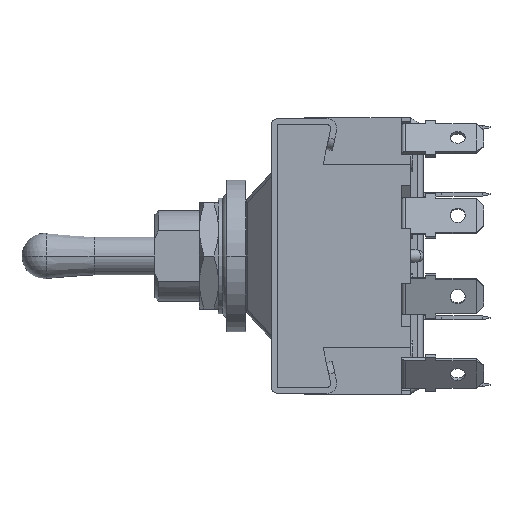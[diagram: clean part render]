
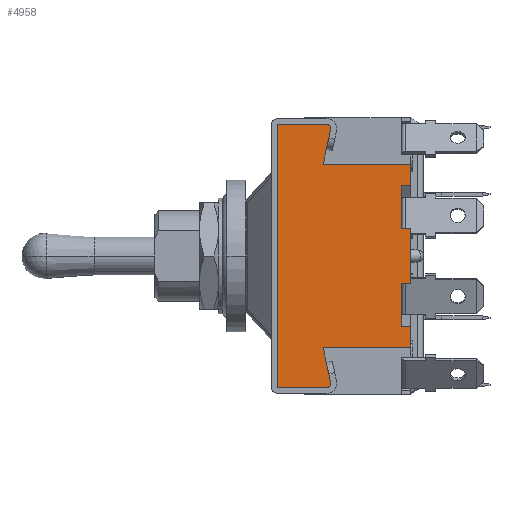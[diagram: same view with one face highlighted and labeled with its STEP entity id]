
A CAD part, left-side view. The second image highlights one B-rep face of the part: STEP entity #4958.
In plain terms, the highlighted planar face has unit normal (-1, 0, 0).
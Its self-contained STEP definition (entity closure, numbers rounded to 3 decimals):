
#92 = VECTOR ( 'NONE', #1122, 1000. ) ;
#96 = LINE ( 'NONE', #9935, #10204 ) ;
#103 = DIRECTION ( 'NONE',  ( 1., 0., 0. ) ) ;
#137 = VECTOR ( 'NONE', #12164, 1000. ) ;
#138 = PLANE ( 'NONE',  #7946 ) ;
#253 = VECTOR ( 'NONE', #10387, 1000. ) ;
#533 = EDGE_CURVE ( 'NONE', #4775, #6102, #96, .T. ) ;
#541 = EDGE_CURVE ( 'NONE', #6606, #5052, #9752, .T. ) ;
#708 = ORIENTED_EDGE ( 'NONE', *, *, #7259, .F. ) ;
#744 = VERTEX_POINT ( 'NONE', #1633 ) ;
#756 = FACE_OUTER_BOUND ( 'NONE', #11469, .T. ) ;
#812 = ORIENTED_EDGE ( 'NONE', *, *, #2505, .T. ) ;
#1086 = CARTESIAN_POINT ( 'NONE',  ( -16.5, -17.5, 0. ) ) ;
#1110 = LINE ( 'NONE', #3917, #3371 ) ;
#1122 = DIRECTION ( 'NONE',  ( 0., -1., 0. ) ) ;
#1213 = LINE ( 'NONE', #2015, #3623 ) ;
#1311 = LINE ( 'NONE', #3122, #10797 ) ;
#1409 = EDGE_CURVE ( 'NONE', #12095, #8647, #7956, .T. ) ;
#1633 = CARTESIAN_POINT ( 'NONE',  ( -16.5, -17.5, 12.1 ) ) ;
#1741 = EDGE_CURVE ( 'NONE', #1782, #744, #4927, .T. ) ;
#1744 = VECTOR ( 'NONE', #10125, 1000. ) ;
#1764 = VECTOR ( 'NONE', #6476, 1000. ) ;
#1782 = VERTEX_POINT ( 'NONE', #7031 ) ;
#1814 = CARTESIAN_POINT ( 'NONE',  ( -16.5, -17.5, 0. ) ) ;
#1893 = ORIENTED_EDGE ( 'NONE', *, *, #8554, .F. ) ;
#2015 = CARTESIAN_POINT ( 'NONE',  ( -16.5, -6.989, 16.695 ) ) ;
#2298 = ORIENTED_EDGE ( 'NONE', *, *, #8525, .T. ) ;
#2323 = ORIENTED_EDGE ( 'NONE', *, *, #4316, .F. ) ;
#2357 = VECTOR ( 'NONE', #5261, 1000. ) ;
#2362 = DIRECTION ( 'NONE',  ( 0., 0., 1. ) ) ;
#2437 = DIRECTION ( 'NONE',  ( 0., -1., 0. ) ) ;
#2477 = CARTESIAN_POINT ( 'NONE',  ( -16.5, -6.989, -16.695 ) ) ;
#2505 = EDGE_CURVE ( 'NONE', #5926, #9498, #4750, .T. ) ;
#2537 = ORIENTED_EDGE ( 'NONE', *, *, #533, .F. ) ;
#2639 = LINE ( 'NONE', #5889, #3556 ) ;
#2800 = CARTESIAN_POINT ( 'NONE',  ( -16.5, 0., -17.3 ) ) ;
#2927 = VECTOR ( 'NONE', #5187, 1000. ) ;
#2947 = DIRECTION ( 'NONE',  ( 0., -1., 0. ) ) ;
#3028 = DIRECTION ( 'NONE',  ( -1., 0., 0. ) ) ;
#3032 = EDGE_CURVE ( 'NONE', #5262, #3428, #1110, .T. ) ;
#3122 = CARTESIAN_POINT ( 'NONE',  ( -16.5, -16.3, 3.568 ) ) ;
#3221 = VERTEX_POINT ( 'NONE', #10993 ) ;
#3318 = ORIENTED_EDGE ( 'NONE', *, *, #8169, .T. ) ;
#3371 = VECTOR ( 'NONE', #2947, 1000. ) ;
#3428 = VERTEX_POINT ( 'NONE', #4783 ) ;
#3556 = VECTOR ( 'NONE', #5899, 1000. ) ;
#3623 = VECTOR ( 'NONE', #3921, 1000. ) ;
#3652 = AXIS2_PLACEMENT_3D ( 'NONE', #6377, #7419, #6300 ) ;
#3660 = ORIENTED_EDGE ( 'NONE', *, *, #4089, .F. ) ;
#3917 = CARTESIAN_POINT ( 'NONE',  ( -16.5, -16.3, -9.325 ) ) ;
#3921 = DIRECTION ( 'NONE',  ( 0., 0.21, -0.978 ) ) ;
#3983 = CARTESIAN_POINT ( 'NONE',  ( -16.5, 0., 0. ) ) ;
#4004 = DIRECTION ( 'NONE',  ( 0., -1., 0. ) ) ;
#4066 = VERTEX_POINT ( 'NONE', #7659 ) ;
#4089 = EDGE_CURVE ( 'NONE', #6102, #3221, #5010, .T. ) ;
#4114 = ORIENTED_EDGE ( 'NONE', *, *, #8624, .F. ) ;
#4316 = EDGE_CURVE ( 'NONE', #3221, #1782, #1213, .T. ) ;
#4360 = ORIENTED_EDGE ( 'NONE', *, *, #6010, .T. ) ;
#4501 = CIRCLE ( 'NONE', #3652, 0.5 ) ;
#4517 = VERTEX_POINT ( 'NONE', #5124 ) ;
#4647 = CARTESIAN_POINT ( 'NONE',  ( -16.5, -6.989, -16.695 ) ) ;
#4750 = LINE ( 'NONE', #9911, #2927 ) ;
#4775 = VERTEX_POINT ( 'NONE', #9456 ) ;
#4783 = CARTESIAN_POINT ( 'NONE',  ( -16.5, -17.5, -9.325 ) ) ;
#4927 = LINE ( 'NONE', #11115, #92 ) ;
#4958 = ADVANCED_FACE ( 'NONE', ( #756 ), #138, .T. ) ;
#5010 = CIRCLE ( 'NONE', #12242, 0.5 ) ;
#5052 = VERTEX_POINT ( 'NONE', #6731 ) ;
#5061 = CARTESIAN_POINT ( 'NONE',  ( -16.5, -17.5, -3.568 ) ) ;
#5101 = DIRECTION ( 'NONE',  ( 0., 0., 1. ) ) ;
#5124 = CARTESIAN_POINT ( 'NONE',  ( -16.5, -17.5, 9.325 ) ) ;
#5132 = CARTESIAN_POINT ( 'NONE',  ( -16.5, -6., -12.1 ) ) ;
#5187 = DIRECTION ( 'NONE',  ( 0., -1., 0. ) ) ;
#5260 = CARTESIAN_POINT ( 'NONE',  ( -16.5, -16.3, 9.325 ) ) ;
#5261 = DIRECTION ( 'NONE',  ( 0., -1., 0. ) ) ;
#5262 = VERTEX_POINT ( 'NONE', #7979 ) ;
#5380 = VERTEX_POINT ( 'NONE', #7226 ) ;
#5535 = LINE ( 'NONE', #3983, #6142 ) ;
#5661 = DIRECTION ( 'NONE',  ( 0., 0.21, 0.978 ) ) ;
#5717 = CARTESIAN_POINT ( 'NONE',  ( -16.5, -16.3, 3.568 ) ) ;
#5721 = LINE ( 'NONE', #1086, #11561 ) ;
#5865 = DIRECTION ( 'NONE',  ( 0., -1., 0. ) ) ;
#5880 = LINE ( 'NONE', #1814, #1764 ) ;
#5889 = CARTESIAN_POINT ( 'NONE',  ( -16.5, -17.5, 0. ) ) ;
#5899 = DIRECTION ( 'NONE',  ( 0., 0., -1. ) ) ;
#5926 = VERTEX_POINT ( 'NONE', #2800 ) ;
#6010 = EDGE_CURVE ( 'NONE', #5052, #4517, #8014, .T. ) ;
#6015 = ORIENTED_EDGE ( 'NONE', *, *, #6116, .F. ) ;
#6102 = VERTEX_POINT ( 'NONE', #7025 ) ;
#6116 = EDGE_CURVE ( 'NONE', #5380, #10847, #5721, .T. ) ;
#6142 = VECTOR ( 'NONE', #5101, 1000. ) ;
#6300 = DIRECTION ( 'NONE',  ( 0., 0., -1. ) ) ;
#6377 = CARTESIAN_POINT ( 'NONE',  ( -16.5, -6.5, -16.8 ) ) ;
#6476 = DIRECTION ( 'NONE',  ( 0., 0., -1. ) ) ;
#6484 = EDGE_CURVE ( 'NONE', #744, #4517, #5880, .T. ) ;
#6606 = VERTEX_POINT ( 'NONE', #5717 ) ;
#6731 = CARTESIAN_POINT ( 'NONE',  ( -16.5, -16.3, 9.325 ) ) ;
#6838 = EDGE_CURVE ( 'NONE', #9498, #8440, #4501, .T. ) ;
#6925 = CARTESIAN_POINT ( 'NONE',  ( -16.5, -6.5, 16.8 ) ) ;
#7025 = CARTESIAN_POINT ( 'NONE',  ( -16.5, -6.5, 17.3 ) ) ;
#7031 = CARTESIAN_POINT ( 'NONE',  ( -16.5, -6., 12.1 ) ) ;
#7033 = CARTESIAN_POINT ( 'NONE',  ( -16.5, -17.5, 0. ) ) ;
#7226 = CARTESIAN_POINT ( 'NONE',  ( -16.5, -17.5, 3.568 ) ) ;
#7259 = EDGE_CURVE ( 'NONE', #6606, #5380, #1311, .T. ) ;
#7358 = CARTESIAN_POINT ( 'NONE',  ( -16.5, -6.5, -17.3 ) ) ;
#7404 = EDGE_CURVE ( 'NONE', #10847, #8647, #9174, .T. ) ;
#7419 = DIRECTION ( 'NONE',  ( -1., 0., 0. ) ) ;
#7494 = VECTOR ( 'NONE', #2362, 1000. ) ;
#7659 = CARTESIAN_POINT ( 'NONE',  ( -16.5, -17.5, -12.1 ) ) ;
#7755 = EDGE_CURVE ( 'NONE', #12095, #5262, #8286, .T. ) ;
#7871 = CARTESIAN_POINT ( 'NONE',  ( -16.5, -16.3, 9.325 ) ) ;
#7946 = AXIS2_PLACEMENT_3D ( 'NONE', #6925, #3028, #9874 ) ;
#7956 = LINE ( 'NONE', #8477, #253 ) ;
#7979 = CARTESIAN_POINT ( 'NONE',  ( -16.5, -16.3, -9.325 ) ) ;
#8014 = LINE ( 'NONE', #7871, #11723 ) ;
#8017 = CARTESIAN_POINT ( 'NONE',  ( -16.5, -6., -12.1 ) ) ;
#8169 = EDGE_CURVE ( 'NONE', #8602, #4066, #10082, .T. ) ;
#8286 = LINE ( 'NONE', #11271, #137 ) ;
#8440 = VERTEX_POINT ( 'NONE', #2477 ) ;
#8477 = CARTESIAN_POINT ( 'NONE',  ( -16.5, -16.3, -3.568 ) ) ;
#8521 = ORIENTED_EDGE ( 'NONE', *, *, #1409, .T. ) ;
#8525 = EDGE_CURVE ( 'NONE', #8440, #8602, #12282, .T. ) ;
#8554 = EDGE_CURVE ( 'NONE', #3428, #4066, #2639, .T. ) ;
#8602 = VERTEX_POINT ( 'NONE', #8017 ) ;
#8624 = EDGE_CURVE ( 'NONE', #5926, #4775, #5535, .T. ) ;
#8647 = VERTEX_POINT ( 'NONE', #5061 ) ;
#9174 = LINE ( 'NONE', #7033, #1744 ) ;
#9456 = CARTESIAN_POINT ( 'NONE',  ( -16.5, 0., 17.3 ) ) ;
#9498 = VERTEX_POINT ( 'NONE', #7358 ) ;
#9752 = LINE ( 'NONE', #5260, #7494 ) ;
#9762 = DIRECTION ( 'NONE',  ( 0., 0., 1. ) ) ;
#9770 = VECTOR ( 'NONE', #5661, 1000. ) ;
#9810 = ORIENTED_EDGE ( 'NONE', *, *, #6838, .T. ) ;
#9874 = DIRECTION ( 'NONE',  ( 0., 0., 1. ) ) ;
#9911 = CARTESIAN_POINT ( 'NONE',  ( -16.5, 0., -17.3 ) ) ;
#9935 = CARTESIAN_POINT ( 'NONE',  ( -16.5, 0., 17.3 ) ) ;
#10006 = ORIENTED_EDGE ( 'NONE', *, *, #541, .T. ) ;
#10028 = CARTESIAN_POINT ( 'NONE',  ( -16.5, -16.3, -3.568 ) ) ;
#10057 = ORIENTED_EDGE ( 'NONE', *, *, #7755, .F. ) ;
#10082 = LINE ( 'NONE', #5132, #2357 ) ;
#10125 = DIRECTION ( 'NONE',  ( 0., 0., -1. ) ) ;
#10166 = ORIENTED_EDGE ( 'NONE', *, *, #3032, .F. ) ;
#10204 = VECTOR ( 'NONE', #2437, 1000. ) ;
#10214 = ORIENTED_EDGE ( 'NONE', *, *, #6484, .F. ) ;
#10370 = ORIENTED_EDGE ( 'NONE', *, *, #1741, .F. ) ;
#10387 = DIRECTION ( 'NONE',  ( 0., -1., 0. ) ) ;
#10797 = VECTOR ( 'NONE', #4004, 1000. ) ;
#10847 = VERTEX_POINT ( 'NONE', #11863 ) ;
#10925 = DIRECTION ( 'NONE',  ( 0., 0., -1. ) ) ;
#10993 = CARTESIAN_POINT ( 'NONE',  ( -16.5, -6.989, 16.695 ) ) ;
#11115 = CARTESIAN_POINT ( 'NONE',  ( -16.5, -6., 12.1 ) ) ;
#11271 = CARTESIAN_POINT ( 'NONE',  ( -16.5, -16.3, -9.325 ) ) ;
#11466 = CARTESIAN_POINT ( 'NONE',  ( -16.5, -6.5, 16.8 ) ) ;
#11469 = EDGE_LOOP ( 'NONE', ( #10166, #10057, #8521, #12339, #6015, #708, #10006, #4360, #10214, #10370, #2323, #3660, #2537, #4114, #812, #9810, #2298, #3318, #1893 ) ) ;
#11561 = VECTOR ( 'NONE', #10925, 1000. ) ;
#11723 = VECTOR ( 'NONE', #5865, 1000. ) ;
#11863 = CARTESIAN_POINT ( 'NONE',  ( -16.5, -17.5, 0. ) ) ;
#12095 = VERTEX_POINT ( 'NONE', #10028 ) ;
#12164 = DIRECTION ( 'NONE',  ( 0., 0., -1. ) ) ;
#12242 = AXIS2_PLACEMENT_3D ( 'NONE', #11466, #103, #9762 ) ;
#12282 = LINE ( 'NONE', #4647, #9770 ) ;
#12339 = ORIENTED_EDGE ( 'NONE', *, *, #7404, .F. ) ;
